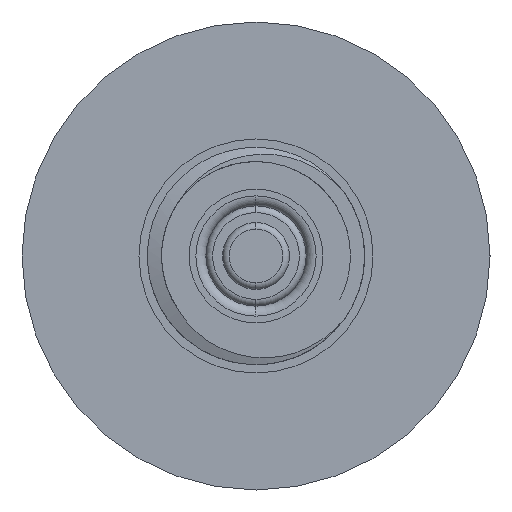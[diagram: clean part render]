
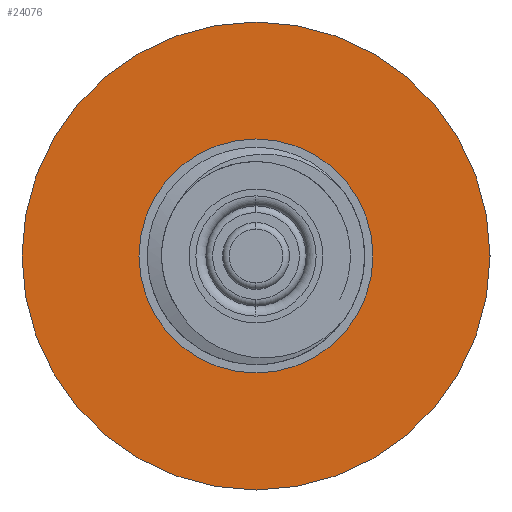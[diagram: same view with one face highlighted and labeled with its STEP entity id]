
A CAD part, left-side view. The second image highlights one B-rep face of the part: STEP entity #24076.
In plain terms, the highlighted planar face has unit normal (-1, 0, 0).
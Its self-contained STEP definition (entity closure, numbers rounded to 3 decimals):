
#359 = DIRECTION ( 'NONE',  ( 1., 0., 0. ) ) ;
#440 = DIRECTION ( 'NONE',  ( 0., 0., -1. ) ) ;
#697 = ORIENTED_EDGE ( 'NONE', *, *, #30495, .T. ) ;
#1187 = DIRECTION ( 'NONE',  ( 0., 0., -1. ) ) ;
#1998 = CIRCLE ( 'NONE', #28406, 3.5 ) ;
#2257 = AXIS2_PLACEMENT_3D ( 'NONE', #6956, #31320, #1187 ) ;
#2460 = ORIENTED_EDGE ( 'NONE', *, *, #13555, .T. ) ;
#5171 = CIRCLE ( 'NONE', #2257, 7. ) ;
#6106 = VERTEX_POINT ( 'NONE', #29633 ) ;
#6956 = CARTESIAN_POINT ( 'NONE',  ( 72.238, 0., 0. ) ) ;
#7099 = PLANE ( 'NONE',  #20590 ) ;
#7896 = ORIENTED_EDGE ( 'NONE', *, *, #14194, .F. ) ;
#9369 = VERTEX_POINT ( 'NONE', #19077 ) ;
#11314 = DIRECTION ( 'NONE',  ( 0., 0., -1. ) ) ;
#11687 = AXIS2_PLACEMENT_3D ( 'NONE', #14518, #359, #11314 ) ;
#12102 = FACE_BOUND ( 'NONE', #31058, .T. ) ;
#13555 = EDGE_CURVE ( 'NONE', #22745, #18219, #1998, .T. ) ;
#13905 = CARTESIAN_POINT ( 'NONE',  ( 72.238, 0., 0. ) ) ;
#14194 = EDGE_CURVE ( 'NONE', #9369, #6106, #14299, .T. ) ;
#14299 = CIRCLE ( 'NONE', #22273, 7. ) ;
#14518 = CARTESIAN_POINT ( 'NONE',  ( 72.238, 0., 0. ) ) ;
#16261 = CARTESIAN_POINT ( 'NONE',  ( 72.238, 0., -3.5 ) ) ;
#16786 = ORIENTED_EDGE ( 'NONE', *, *, #18592, .F. ) ;
#18219 = VERTEX_POINT ( 'NONE', #23252 ) ;
#18523 = CIRCLE ( 'NONE', #11687, 3.5 ) ;
#18592 = EDGE_CURVE ( 'NONE', #6106, #9369, #5171, .T. ) ;
#19077 = CARTESIAN_POINT ( 'NONE',  ( 72.238, 0., 7. ) ) ;
#20590 = AXIS2_PLACEMENT_3D ( 'NONE', #34137, #28789, #31110 ) ;
#22273 = AXIS2_PLACEMENT_3D ( 'NONE', #13905, #27371, #32892 ) ;
#22745 = VERTEX_POINT ( 'NONE', #16261 ) ;
#23252 = CARTESIAN_POINT ( 'NONE',  ( 72.238, 0., 3.5 ) ) ;
#24076 = ADVANCED_FACE ( 'NONE', ( #12102, #31642 ), #7099, .F. ) ;
#24580 = EDGE_LOOP ( 'NONE', ( #7896, #16786 ) ) ;
#25182 = CARTESIAN_POINT ( 'NONE',  ( 72.238, 0., 0. ) ) ;
#27371 = DIRECTION ( 'NONE',  ( 1., 0., 0. ) ) ;
#28406 = AXIS2_PLACEMENT_3D ( 'NONE', #25182, #30390, #440 ) ;
#28789 = DIRECTION ( 'NONE',  ( 1., 0., 0. ) ) ;
#29633 = CARTESIAN_POINT ( 'NONE',  ( 72.238, 0., -7. ) ) ;
#30390 = DIRECTION ( 'NONE',  ( 1., 0., 0. ) ) ;
#30495 = EDGE_CURVE ( 'NONE', #18219, #22745, #18523, .T. ) ;
#31058 = EDGE_LOOP ( 'NONE', ( #697, #2460 ) ) ;
#31110 = DIRECTION ( 'NONE',  ( 0., 0., -1. ) ) ;
#31320 = DIRECTION ( 'NONE',  ( 1., 0., 0. ) ) ;
#31642 = FACE_OUTER_BOUND ( 'NONE', #24580, .T. ) ;
#32892 = DIRECTION ( 'NONE',  ( 0., 0., -1. ) ) ;
#34137 = CARTESIAN_POINT ( 'NONE',  ( 72.238, 0., 0. ) ) ;
